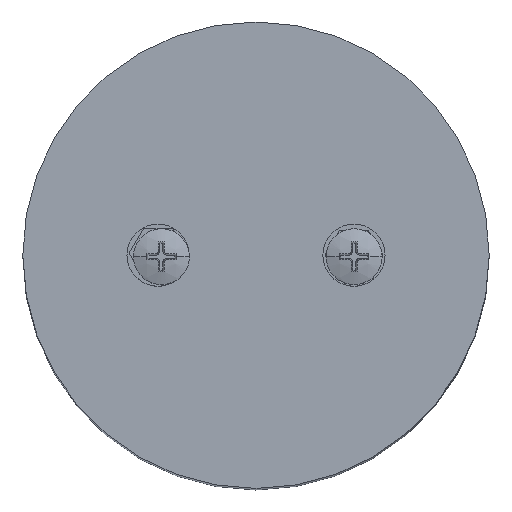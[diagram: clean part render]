
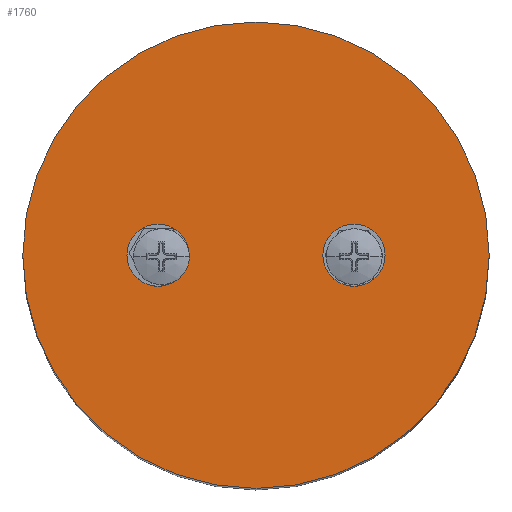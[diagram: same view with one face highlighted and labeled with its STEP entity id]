
A CAD part, top view. The second image highlights one B-rep face of the part: STEP entity #1760.
In plain terms, the highlighted planar face has unit normal (0, 0, 1).
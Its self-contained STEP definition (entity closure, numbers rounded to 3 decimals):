
#1740 = VERTEX_POINT('',#1741);
#1741 = CARTESIAN_POINT('',(-10.75,0.3,-32.));
#1749 = EDGE_CURVE('',#1740,#1740,#1750,.T.);
#1750 = CIRCLE('',#1751,5.);
#1751 = AXIS2_PLACEMENT_3D('',#1752,#1753,#1754);
#1752 = CARTESIAN_POINT('',(-15.75,0.3,-32.));
#1753 = DIRECTION('',(0.,0.,1.));
#1754 = DIRECTION('',(1.,0.,0.));
#1760 = ADVANCED_FACE('',(#1761,#1772,#1783),#1786,.T.);
#1761 = FACE_BOUND('',#1762,.T.);
#1762 = EDGE_LOOP('',(#1763));
#1763 = ORIENTED_EDGE('',*,*,#1764,.T.);
#1764 = EDGE_CURVE('',#1765,#1765,#1767,.T.);
#1765 = VERTEX_POINT('',#1766);
#1766 = CARTESIAN_POINT('',(37.5,0.3,-32.));
#1767 = CIRCLE('',#1768,37.5);
#1768 = AXIS2_PLACEMENT_3D('',#1769,#1770,#1771);
#1769 = CARTESIAN_POINT('',(0.,0.3,-32.));
#1770 = DIRECTION('',(0.,0.,1.));
#1771 = DIRECTION('',(1.,0.,0.));
#1772 = FACE_BOUND('',#1773,.T.);
#1773 = EDGE_LOOP('',(#1774));
#1774 = ORIENTED_EDGE('',*,*,#1775,.F.);
#1775 = EDGE_CURVE('',#1776,#1776,#1778,.T.);
#1776 = VERTEX_POINT('',#1777);
#1777 = CARTESIAN_POINT('',(20.75,0.3,-32.));
#1778 = CIRCLE('',#1779,5.);
#1779 = AXIS2_PLACEMENT_3D('',#1780,#1781,#1782);
#1780 = CARTESIAN_POINT('',(15.75,0.3,-32.));
#1781 = DIRECTION('',(0.,0.,1.));
#1782 = DIRECTION('',(1.,0.,0.));
#1783 = FACE_BOUND('',#1784,.T.);
#1784 = EDGE_LOOP('',(#1785));
#1785 = ORIENTED_EDGE('',*,*,#1749,.F.);
#1786 = PLANE('',#1787);
#1787 = AXIS2_PLACEMENT_3D('',#1788,#1789,#1790);
#1788 = CARTESIAN_POINT('',(0.,0.3,-32.));
#1789 = DIRECTION('',(0.,0.,1.));
#1790 = DIRECTION('',(1.,0.,0.));
